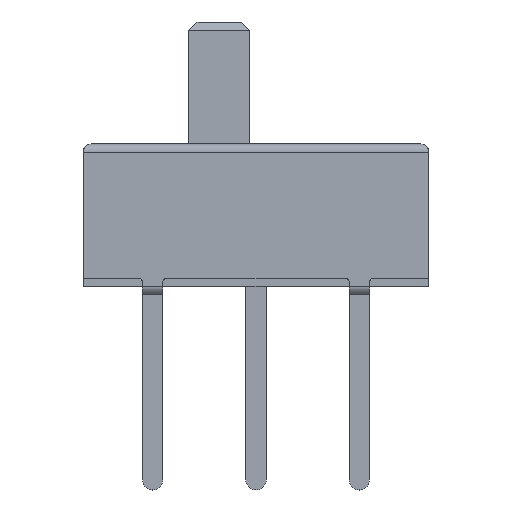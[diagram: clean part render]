
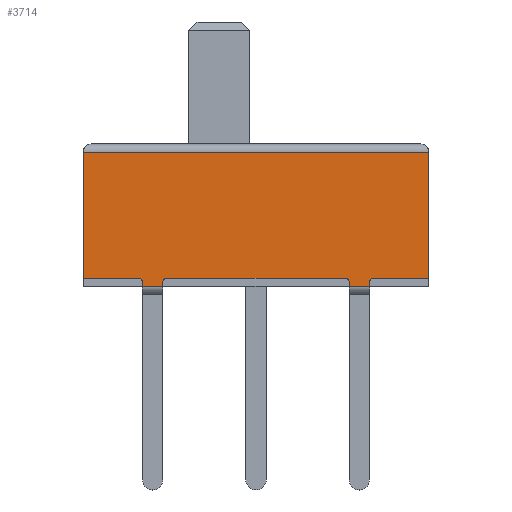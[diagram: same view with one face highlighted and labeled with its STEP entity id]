
A CAD part, top view. The second image highlights one B-rep face of the part: STEP entity #3714.
In plain terms, the highlighted planar face has unit normal (0, 0, 1).
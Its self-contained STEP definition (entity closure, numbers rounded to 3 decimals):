
#27 = CARTESIAN_POINT ( 'NONE',  ( -2.89, 0.1, 1.85 ) ) ;
#28 = LINE ( 'NONE', #3612, #121 ) ;
#35 = DIRECTION ( 'NONE',  ( 1., 0., 0. ) ) ;
#41 = VERTEX_POINT ( 'NONE', #2649 ) ;
#80 = ORIENTED_EDGE ( 'NONE', *, *, #2804, .T. ) ;
#94 = VERTEX_POINT ( 'NONE', #3310 ) ;
#112 = EDGE_CURVE ( 'NONE', #1497, #1975, #3481, .T. ) ;
#121 = VECTOR ( 'NONE', #35, 1000. ) ;
#135 = AXIS2_PLACEMENT_3D ( 'NONE', #648, #2737, #949 ) ;
#160 = CARTESIAN_POINT ( 'NONE',  ( -2.79, 0., 1.85 ) ) ;
#161 = DIRECTION ( 'NONE',  ( 0., 0., -1. ) ) ;
#212 = DIRECTION ( 'NONE',  ( 0., -1., 0. ) ) ;
#263 = DIRECTION ( 'NONE',  ( 0., -1., 0. ) ) ;
#268 = EDGE_CURVE ( 'NONE', #2319, #3044, #3749, .T. ) ;
#282 = DIRECTION ( 'NONE',  ( -1., 0., 0. ) ) ;
#318 = CARTESIAN_POINT ( 'NONE',  ( -2.79, 0.1, 1.85 ) ) ;
#332 = DIRECTION ( 'NONE',  ( 1., 0., 0. ) ) ;
#337 = VECTOR ( 'NONE', #212, 1000. ) ;
#357 = EDGE_CURVE ( 'NONE', #41, #2642, #1119, .T. ) ;
#434 = VECTOR ( 'NONE', #3160, 1000. ) ;
#542 = DIRECTION ( 'NONE',  ( 0., 0., 1. ) ) ;
#595 = VERTEX_POINT ( 'NONE', #845 ) ;
#608 = EDGE_CURVE ( 'NONE', #624, #3694, #1160, .T. ) ;
#624 = VERTEX_POINT ( 'NONE', #2368 ) ;
#648 = CARTESIAN_POINT ( 'NONE',  ( -4.25, 3.5, 1.85 ) ) ;
#721 = LINE ( 'NONE', #2033, #2305 ) ;
#786 = EDGE_CURVE ( 'NONE', #595, #94, #1617, .T. ) ;
#845 = CARTESIAN_POINT ( 'NONE',  ( -2.19, 0.2, 1.85 ) ) ;
#852 = ORIENTED_EDGE ( 'NONE', *, *, #268, .T. ) ;
#860 = CARTESIAN_POINT ( 'NONE',  ( -2.29, 0., 1.85 ) ) ;
#925 = AXIS2_PLACEMENT_3D ( 'NONE', #1933, #161, #2243 ) ;
#949 = DIRECTION ( 'NONE',  ( -1., 0., 0. ) ) ;
#972 = CARTESIAN_POINT ( 'NONE',  ( 2.29, 0., 1.85 ) ) ;
#1011 = ORIENTED_EDGE ( 'NONE', *, *, #3674, .T. ) ;
#1027 = VECTOR ( 'NONE', #1563, 1000. ) ;
#1055 = ORIENTED_EDGE ( 'NONE', *, *, #2052, .T. ) ;
#1062 = CARTESIAN_POINT ( 'NONE',  ( 2.19, 0.1, 1.85 ) ) ;
#1066 = ORIENTED_EDGE ( 'NONE', *, *, #2947, .F. ) ;
#1081 = CARTESIAN_POINT ( 'NONE',  ( 2.79, 0., 1.85 ) ) ;
#1119 = LINE ( 'NONE', #3666, #1027 ) ;
#1160 = LINE ( 'NONE', #2060, #2752 ) ;
#1170 = VERTEX_POINT ( 'NONE', #160 ) ;
#1268 = EDGE_CURVE ( 'NONE', #3243, #3413, #2604, .T. ) ;
#1298 = AXIS2_PLACEMENT_3D ( 'NONE', #1062, #3144, #1352 ) ;
#1339 = VECTOR ( 'NONE', #2359, 1000. ) ;
#1341 = VECTOR ( 'NONE', #1509, 1000. ) ;
#1352 = DIRECTION ( 'NONE',  ( 1., 0., 0. ) ) ;
#1365 = CARTESIAN_POINT ( 'NONE',  ( 2.29, 0.1, 1.85 ) ) ;
#1371 = EDGE_CURVE ( 'NONE', #1170, #1497, #2136, .T. ) ;
#1407 = FACE_OUTER_BOUND ( 'NONE', #1935, .T. ) ;
#1426 = VECTOR ( 'NONE', #3502, 1000. ) ;
#1452 = ORIENTED_EDGE ( 'NONE', *, *, #786, .T. ) ;
#1471 = DIRECTION ( 'NONE',  ( -1., 0., 0. ) ) ;
#1497 = VERTEX_POINT ( 'NONE', #2278 ) ;
#1509 = DIRECTION ( 'NONE',  ( 1., 0., 0. ) ) ;
#1563 = DIRECTION ( 'NONE',  ( 1., 0., 0. ) ) ;
#1584 = ORIENTED_EDGE ( 'NONE', *, *, #1899, .F. ) ;
#1617 = LINE ( 'NONE', #3302, #1341 ) ;
#1682 = CARTESIAN_POINT ( 'NONE',  ( -4.25, 3.5, 1.85 ) ) ;
#1683 = AXIS2_PLACEMENT_3D ( 'NONE', #27, #2112, #332 ) ;
#1725 = EDGE_CURVE ( 'NONE', #2319, #2028, #1819, .T. ) ;
#1726 = ORIENTED_EDGE ( 'NONE', *, *, #1268, .F. ) ;
#1777 = CARTESIAN_POINT ( 'NONE',  ( 0., 0.2, 1.85 ) ) ;
#1819 = LINE ( 'NONE', #1777, #3324 ) ;
#1881 = VECTOR ( 'NONE', #3548, 1000. ) ;
#1893 = CARTESIAN_POINT ( 'NONE',  ( -2.29, 0.1, 1.85 ) ) ;
#1899 = EDGE_CURVE ( 'NONE', #41, #2766, #3601, .T. ) ;
#1933 = CARTESIAN_POINT ( 'NONE',  ( -2.19, 0.1, 1.85 ) ) ;
#1935 = EDGE_LOOP ( 'NONE', ( #1066, #2011, #80, #3687, #852, #3290, #2926, #2402, #1055, #1452, #2550, #1584, #2457, #3873, #1726, #1011 ) ) ;
#1975 = VERTEX_POINT ( 'NONE', #1893 ) ;
#2011 = ORIENTED_EDGE ( 'NONE', *, *, #608, .T. ) ;
#2028 = VERTEX_POINT ( 'NONE', #2520 ) ;
#2033 = CARTESIAN_POINT ( 'NONE',  ( 4.25, 3.5, 1.85 ) ) ;
#2046 = CARTESIAN_POINT ( 'NONE',  ( -2.29, 0., 1.85 ) ) ;
#2052 = EDGE_CURVE ( 'NONE', #1975, #595, #2758, .T. ) ;
#2060 = CARTESIAN_POINT ( 'NONE',  ( -4.25, 3.3, 1.85 ) ) ;
#2112 = DIRECTION ( 'NONE',  ( 0., 0., -1. ) ) ;
#2136 = LINE ( 'NONE', #2046, #1339 ) ;
#2243 = DIRECTION ( 'NONE',  ( -1., 0., 0. ) ) ;
#2278 = CARTESIAN_POINT ( 'NONE',  ( -2.29, 0., 1.85 ) ) ;
#2282 = CARTESIAN_POINT ( 'NONE',  ( 2.79, 0.1, 1.85 ) ) ;
#2305 = VECTOR ( 'NONE', #263, 1000. ) ;
#2319 = VERTEX_POINT ( 'NONE', #3169 ) ;
#2328 = CARTESIAN_POINT ( 'NONE',  ( 2.89, 0.1, 1.85 ) ) ;
#2359 = DIRECTION ( 'NONE',  ( 1., 0., 0. ) ) ;
#2368 = CARTESIAN_POINT ( 'NONE',  ( 4.25, 3.3, 1.85 ) ) ;
#2402 = ORIENTED_EDGE ( 'NONE', *, *, #112, .T. ) ;
#2421 = CARTESIAN_POINT ( 'NONE',  ( -4.25, 3.3, 1.85 ) ) ;
#2457 = ORIENTED_EDGE ( 'NONE', *, *, #357, .T. ) ;
#2463 = CARTESIAN_POINT ( 'NONE',  ( 4.25, 0.2, 1.85 ) ) ;
#2520 = CARTESIAN_POINT ( 'NONE',  ( -4.25, 0.2, 1.85 ) ) ;
#2550 = ORIENTED_EDGE ( 'NONE', *, *, #3383, .F. ) ;
#2585 = AXIS2_PLACEMENT_3D ( 'NONE', #2328, #542, #2629 ) ;
#2604 = CIRCLE ( 'NONE', #2585, 0.1 ) ;
#2629 = DIRECTION ( 'NONE',  ( 1., 0., 0. ) ) ;
#2642 = VERTEX_POINT ( 'NONE', #2742 ) ;
#2649 = CARTESIAN_POINT ( 'NONE',  ( 2.29, 0., 1.85 ) ) ;
#2708 = LINE ( 'NONE', #1081, #434 ) ;
#2737 = DIRECTION ( 'NONE',  ( 0., 0., -1. ) ) ;
#2742 = CARTESIAN_POINT ( 'NONE',  ( 2.79, 0., 1.85 ) ) ;
#2745 = EDGE_CURVE ( 'NONE', #2642, #3413, #2708, .T. ) ;
#2752 = VECTOR ( 'NONE', #282, 1000. ) ;
#2758 = CIRCLE ( 'NONE', #925, 0.1 ) ;
#2766 = VERTEX_POINT ( 'NONE', #1365 ) ;
#2802 = VECTOR ( 'NONE', #3360, 1000. ) ;
#2804 = EDGE_CURVE ( 'NONE', #3694, #2028, #3411, .T. ) ;
#2853 = EDGE_CURVE ( 'NONE', #1170, #3044, #3025, .T. ) ;
#2926 = ORIENTED_EDGE ( 'NONE', *, *, #1371, .T. ) ;
#2947 = EDGE_CURVE ( 'NONE', #624, #3800, #721, .T. ) ;
#3014 = PLANE ( 'NONE',  #135 ) ;
#3025 = LINE ( 'NONE', #3199, #1426 ) ;
#3044 = VERTEX_POINT ( 'NONE', #318 ) ;
#3144 = DIRECTION ( 'NONE',  ( 0., 0., 1. ) ) ;
#3160 = DIRECTION ( 'NONE',  ( 0., 1., 0. ) ) ;
#3169 = CARTESIAN_POINT ( 'NONE',  ( -2.89, 0.2, 1.85 ) ) ;
#3199 = CARTESIAN_POINT ( 'NONE',  ( -2.79, 0., 1.85 ) ) ;
#3243 = VERTEX_POINT ( 'NONE', #3353 ) ;
#3290 = ORIENTED_EDGE ( 'NONE', *, *, #2853, .F. ) ;
#3302 = CARTESIAN_POINT ( 'NONE',  ( -2.19, 0.2, 1.85 ) ) ;
#3310 = CARTESIAN_POINT ( 'NONE',  ( 2.19, 0.2, 1.85 ) ) ;
#3324 = VECTOR ( 'NONE', #1471, 1000. ) ;
#3353 = CARTESIAN_POINT ( 'NONE',  ( 2.89, 0.2, 1.85 ) ) ;
#3360 = DIRECTION ( 'NONE',  ( 0., 1., 0. ) ) ;
#3383 = EDGE_CURVE ( 'NONE', #2766, #94, #3698, .T. ) ;
#3411 = LINE ( 'NONE', #1682, #337 ) ;
#3413 = VERTEX_POINT ( 'NONE', #2282 ) ;
#3481 = LINE ( 'NONE', #860, #1881 ) ;
#3502 = DIRECTION ( 'NONE',  ( 0., 1., 0. ) ) ;
#3548 = DIRECTION ( 'NONE',  ( 0., 1., 0. ) ) ;
#3601 = LINE ( 'NONE', #972, #2802 ) ;
#3612 = CARTESIAN_POINT ( 'NONE',  ( 2.89, 0.2, 1.85 ) ) ;
#3666 = CARTESIAN_POINT ( 'NONE',  ( 2.79, 0., 1.85 ) ) ;
#3674 = EDGE_CURVE ( 'NONE', #3243, #3800, #28, .T. ) ;
#3687 = ORIENTED_EDGE ( 'NONE', *, *, #1725, .F. ) ;
#3694 = VERTEX_POINT ( 'NONE', #2421 ) ;
#3698 = CIRCLE ( 'NONE', #1298, 0.1 ) ;
#3714 = ADVANCED_FACE ( 'NONE', ( #1407 ), #3014, .F. ) ;
#3749 = CIRCLE ( 'NONE', #1683, 0.1 ) ;
#3800 = VERTEX_POINT ( 'NONE', #2463 ) ;
#3873 = ORIENTED_EDGE ( 'NONE', *, *, #2745, .T. ) ;
